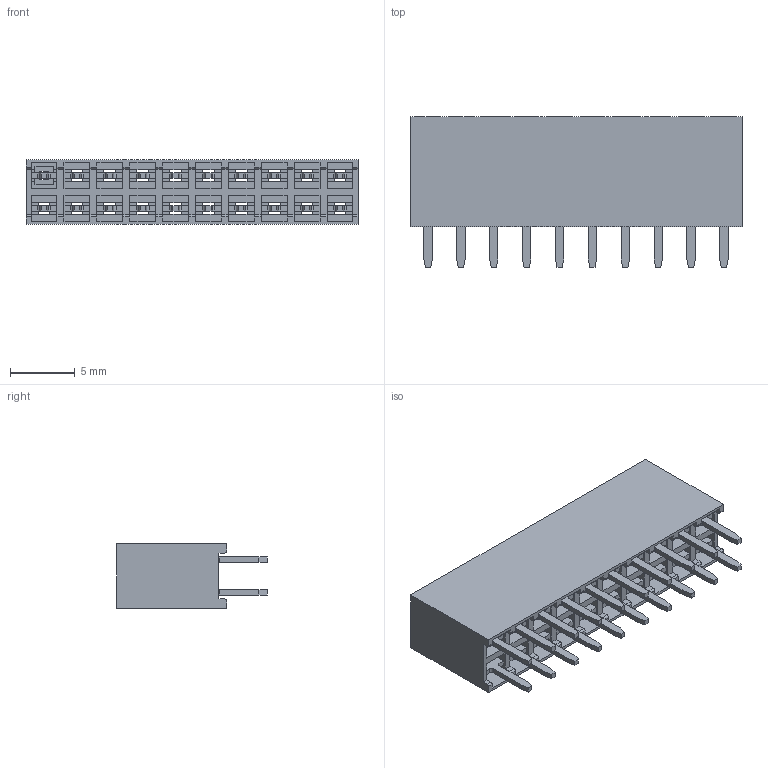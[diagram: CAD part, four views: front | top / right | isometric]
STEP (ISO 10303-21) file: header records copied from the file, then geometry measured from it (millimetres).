
FILE_DESCRIPTION(('STEP AP214'),'1');
FILE_NAME(' ',' ',('TraceParts'),('TraceParts S.A.'),'XStep 1.0',' ',' ');
FILE_SCHEMA(('automotive_design'));
Length unit declared in the file: millimetre
Products named in the file (1): 1
Bounding box: 25.65 x 11.65 x 5 mm (x, y, z)
Volume: 471.4 mm3; surface area: 2222.9 mm2
Topology: 1 solids, 1 shells, 626 faces, 1926 edges, 1284 vertices
Faces by surface type: plane 564, cylinder 62
Entity records: 42388 total; most frequent: ORIENTED_EDGE 3852, CARTESIAN_POINT 3837, STYLED_ITEM 3836, PRESENTATION_STYLE_ASSIGNMENT 3836, COLOUR_RGB 3836, DIRECTION 3304, EDGE_CURVE 1926, CURVE_STYLE 1926
